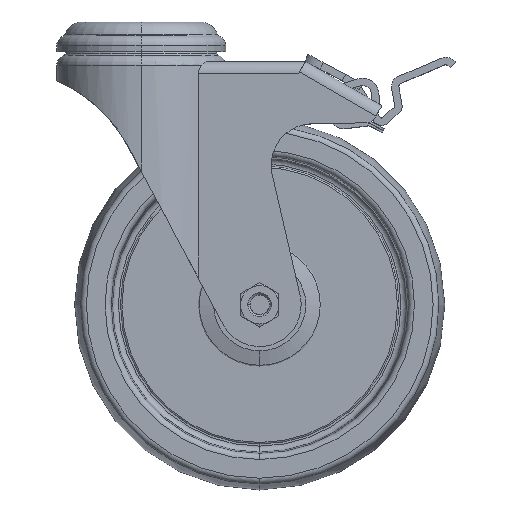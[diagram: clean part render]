
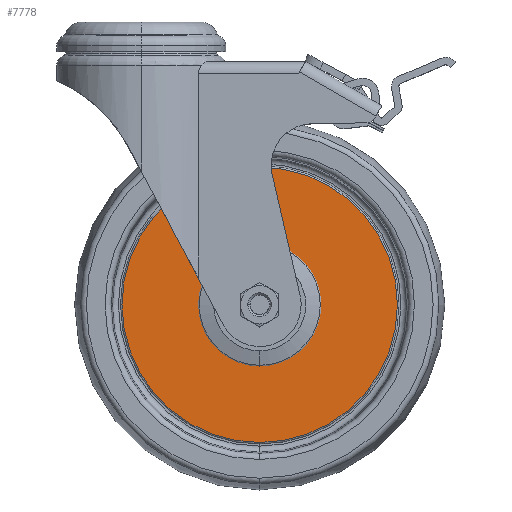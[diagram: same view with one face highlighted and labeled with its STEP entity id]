
A CAD part, top view. The second image highlights one B-rep face of the part: STEP entity #7778.
In plain terms, the highlighted face is planar.
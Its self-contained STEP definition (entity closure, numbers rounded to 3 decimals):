
#403 = AXIS2_PLACEMENT_3D ( 'NONE', #11920, #10518, #14001 ) ;
#672 = CARTESIAN_POINT ( 'NONE',  ( 0., 0., 0. ) ) ;
#788 = EDGE_CURVE ( 'NONE', #1198, #2636, #1914, .T. ) ;
#1198 = VERTEX_POINT ( 'NONE', #11794 ) ;
#1914 = CIRCLE ( 'NONE', #13085, 46.5 ) ;
#2014 = CIRCLE ( 'NONE', #3833, 10. ) ;
#2636 = VERTEX_POINT ( 'NONE', #8107 ) ;
#2650 = FACE_BOUND ( 'NONE', #5748, .T. ) ;
#2821 = DIRECTION ( 'NONE',  ( 1., 0., 0. ) ) ;
#3082 = CARTESIAN_POINT ( 'NONE',  ( 10., 0., 0. ) ) ;
#3765 = DIRECTION ( 'NONE',  ( 0., 0., 1. ) ) ;
#3833 = AXIS2_PLACEMENT_3D ( 'NONE', #4915, #3765, #6920 ) ;
#4000 = DIRECTION ( 'NONE',  ( -1., 0., 0. ) ) ;
#4585 = EDGE_CURVE ( 'NONE', #7794, #13630, #9326, .T. ) ;
#4780 = EDGE_CURVE ( 'NONE', #13630, #7794, #2014, .T. ) ;
#4868 = CIRCLE ( 'NONE', #6689, 46.5 ) ;
#4915 = CARTESIAN_POINT ( 'NONE',  ( 0., 0., 0. ) ) ;
#5005 = PLANE ( 'NONE',  #10938 ) ;
#5078 = CARTESIAN_POINT ( 'NONE',  ( -10., 0., 0. ) ) ;
#5748 = EDGE_LOOP ( 'NONE', ( #7915, #9734 ) ) ;
#6689 = AXIS2_PLACEMENT_3D ( 'NONE', #672, #12744, #12882 ) ;
#6724 = EDGE_LOOP ( 'NONE', ( #10513, #9148 ) ) ;
#6920 = DIRECTION ( 'NONE',  ( 1., 0., 0. ) ) ;
#7231 = DIRECTION ( 'NONE',  ( 0., 0., -1. ) ) ;
#7399 = CARTESIAN_POINT ( 'NONE',  ( 0., 0., 0. ) ) ;
#7778 = ADVANCED_FACE ( 'NONE', ( #2650, #13657 ), #5005, .T. ) ;
#7794 = VERTEX_POINT ( 'NONE', #5078 ) ;
#7915 = ORIENTED_EDGE ( 'NONE', *, *, #4780, .T. ) ;
#8107 = CARTESIAN_POINT ( 'NONE',  ( 46.5, 0., 0. ) ) ;
#9148 = ORIENTED_EDGE ( 'NONE', *, *, #788, .F. ) ;
#9326 = CIRCLE ( 'NONE', #403, 10. ) ;
#9393 = CARTESIAN_POINT ( 'NONE',  ( 46.5, 0., 0. ) ) ;
#9734 = ORIENTED_EDGE ( 'NONE', *, *, #4585, .T. ) ;
#10513 = ORIENTED_EDGE ( 'NONE', *, *, #12453, .F. ) ;
#10518 = DIRECTION ( 'NONE',  ( 0., 0., 1. ) ) ;
#10938 = AXIS2_PLACEMENT_3D ( 'NONE', #9393, #7231, #4000 ) ;
#11794 = CARTESIAN_POINT ( 'NONE',  ( -46.5, 0., 0. ) ) ;
#11920 = CARTESIAN_POINT ( 'NONE',  ( 0., 0., 0. ) ) ;
#12453 = EDGE_CURVE ( 'NONE', #2636, #1198, #4868, .T. ) ;
#12744 = DIRECTION ( 'NONE',  ( 0., 0., 1. ) ) ;
#12825 = DIRECTION ( 'NONE',  ( 0., 0., 1. ) ) ;
#12882 = DIRECTION ( 'NONE',  ( 1., 0., 0. ) ) ;
#13085 = AXIS2_PLACEMENT_3D ( 'NONE', #7399, #12825, #2821 ) ;
#13630 = VERTEX_POINT ( 'NONE', #3082 ) ;
#13657 = FACE_OUTER_BOUND ( 'NONE', #6724, .T. ) ;
#14001 = DIRECTION ( 'NONE',  ( 1., 0., 0. ) ) ;
